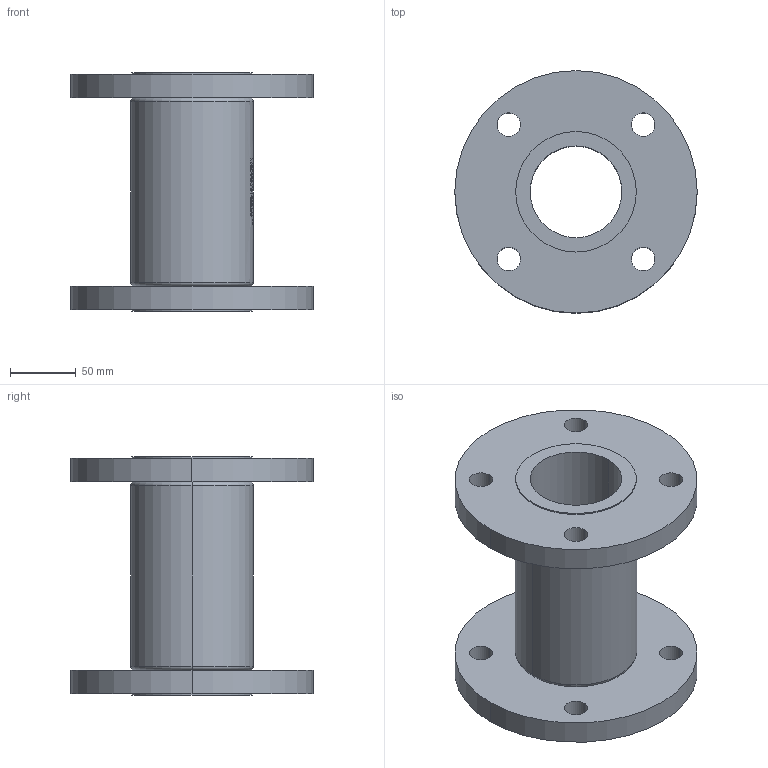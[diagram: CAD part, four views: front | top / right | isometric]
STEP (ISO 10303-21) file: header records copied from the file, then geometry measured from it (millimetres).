
FILE_DESCRIPTION (( 'STEP AP214' ), '1' );
FILE_NAME ('7150000_DN065_PN10_51422056.STEP', '2022-02-02T07:32:00', ( 'axxx' ), ( 'Hewlett-Packard Company' ), 'SwSTEP 2.0', 'SolidWorks 2019', '' );
FILE_SCHEMA (( 'AUTOMOTIVE_DESIGN' ));
Length unit declared in the file: millimetre
Products named in the file (1): 7150000_DN065_PN10_51422056
Bounding box: 185 x 185 x 182 mm (x, y, z)
Volume: 1227119.5 mm3; surface area: 197528.2 mm2
Topology: 1 solids, 1 shells, 525 faces, 1367 edges, 910 vertices
Faces by surface type: plane 246, bspline 227, cylinder 48, torus 4
Entity records: 29022 total; most frequent: CARTESIAN_POINT 17638, ORIENTED_EDGE 2734, DIRECTION 1586, EDGE_CURVE 1367, VERTEX_POINT 910, VECTOR 740, LINE 740, EDGE_LOOP 609
